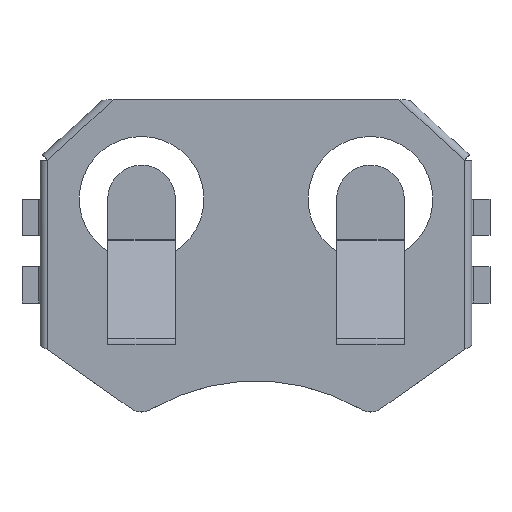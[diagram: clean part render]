
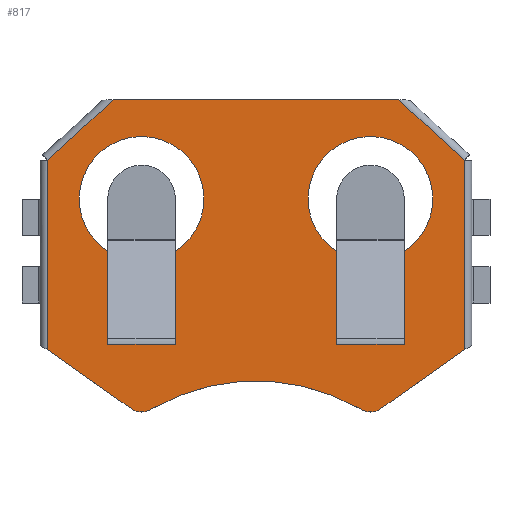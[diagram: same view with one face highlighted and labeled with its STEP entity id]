
A CAD part, top view. The second image highlights one B-rep face of the part: STEP entity #817.
In plain terms, the highlighted planar face has unit normal (0, 0, 1).
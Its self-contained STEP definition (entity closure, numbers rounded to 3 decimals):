
#33 = VERTEX_POINT('',#34);
#34 = CARTESIAN_POINT('',(-5.589,-7.87,4.32));
#40 = EDGE_CURVE('',#41,#33,#43,.T.);
#41 = VERTEX_POINT('',#42);
#42 = CARTESIAN_POINT('',(-6.103,-7.707,4.32));
#43 = CIRCLE('',#44,0.89);
#44 = AXIS2_PLACEMENT_3D('',#45,#46,#47);
#45 = CARTESIAN_POINT('',(-5.589,-6.98,4.32));
#46 = DIRECTION('',(0.,0.,1.));
#47 = DIRECTION('',(0.,-1.,0.));
#75 = VERTEX_POINT('',#76);
#76 = CARTESIAN_POINT('',(5.589,-7.87,4.32));
#82 = EDGE_CURVE('',#75,#83,#85,.T.);
#83 = VERTEX_POINT('',#84);
#84 = CARTESIAN_POINT('',(5.137,-7.747,4.32));
#85 = CIRCLE('',#86,0.89);
#86 = AXIS2_PLACEMENT_3D('',#87,#88,#89);
#87 = CARTESIAN_POINT('',(5.589,-6.98,4.32));
#88 = DIRECTION('',(0.,0.,-1.));
#89 = DIRECTION('',(0.,-1.,0.));
#116 = VERTEX_POINT('',#117);
#117 = CARTESIAN_POINT('',(6.971,7.37,4.32));
#124 = EDGE_CURVE('',#116,#125,#127,.T.);
#125 = VERTEX_POINT('',#126);
#126 = CARTESIAN_POINT('',(10.19,4.426,4.32));
#127 = LINE('',#128,#129);
#128 = CARTESIAN_POINT('',(6.971,7.37,4.32));
#129 = VECTOR('',#130,1.);
#130 = DIRECTION('',(0.738,-0.675,0.)
  );
#193 = EDGE_CURVE('',#194,#196,#198,.T.);
#194 = VERTEX_POINT('',#195);
#195 = CARTESIAN_POINT('',(-6.971,7.37,4.32));
#196 = VERTEX_POINT('',#197);
#197 = CARTESIAN_POINT('',(-10.19,4.426,4.32));
#198 = LINE('',#199,#200);
#199 = CARTESIAN_POINT('',(-6.971,7.37,4.32));
#200 = VECTOR('',#201,1.);
#201 = DIRECTION('',(-0.738,-0.675,0.)
  );
#282 = VERTEX_POINT('',#283);
#283 = CARTESIAN_POINT('',(3.938,-4.57,4.32));
#310 = VERTEX_POINT('',#311);
#311 = CARTESIAN_POINT('',(3.938,-0.021,4.32));
#317 = EDGE_CURVE('',#282,#310,#318,.T.);
#318 = LINE('',#319,#320);
#319 = CARTESIAN_POINT('',(3.938,-4.57,4.32));
#320 = VECTOR('',#321,1.);
#321 = DIRECTION('',(0.,1.,0.));
#817 = ADVANCED_FACE('',(#818,#844,#909),#944,.F.);
#818 = FACE_BOUND('',#819,.T.);
#819 = EDGE_LOOP('',(#820,#830,#836,#837));
#820 = ORIENTED_EDGE('',*,*,#821,.T.);
#821 = EDGE_CURVE('',#822,#824,#826,.T.);
#822 = VERTEX_POINT('',#823);
#823 = CARTESIAN_POINT('',(7.243,-0.021,4.32));
#824 = VERTEX_POINT('',#825);
#825 = CARTESIAN_POINT('',(7.242,-4.57,4.32));
#826 = LINE('',#827,#828);
#827 = CARTESIAN_POINT('',(7.243,-4.57,4.32));
#828 = VECTOR('',#829,1.);
#829 = DIRECTION('',(0.,-1.,0.));
#830 = ORIENTED_EDGE('',*,*,#831,.F.);
#831 = EDGE_CURVE('',#282,#824,#832,.T.);
#832 = LINE('',#833,#834);
#833 = CARTESIAN_POINT('',(3.939,-4.57,4.32));
#834 = VECTOR('',#835,1.);
#835 = DIRECTION('',(1.,0.,0.));
#836 = ORIENTED_EDGE('',*,*,#317,.T.);
#837 = ORIENTED_EDGE('',*,*,#838,.T.);
#838 = EDGE_CURVE('',#310,#822,#839,.T.);
#839 = CIRCLE('',#840,3.048);
#840 = AXIS2_PLACEMENT_3D('',#841,#842,#843);
#841 = CARTESIAN_POINT('',(5.59,2.54,4.32));
#842 = DIRECTION('',(0.,0.,-1.));
#843 = DIRECTION('',(0.,-1.,0.));
#844 = FACE_BOUND('',#845,.T.);
#845 = EDGE_LOOP('',(#846,#847,#853,#854,#862,#868,#869,#878,#885,#886,
    #895,#903));
#846 = ORIENTED_EDGE('',*,*,#124,.F.);
#847 = ORIENTED_EDGE('',*,*,#848,.F.);
#848 = EDGE_CURVE('',#194,#116,#849,.T.);
#849 = LINE('',#850,#851);
#850 = CARTESIAN_POINT('',(0.,7.37,4.32));
#851 = VECTOR('',#852,1.);
#852 = DIRECTION('',(1.,0.,0.));
#853 = ORIENTED_EDGE('',*,*,#193,.T.);
#854 = ORIENTED_EDGE('',*,*,#855,.T.);
#855 = EDGE_CURVE('',#196,#856,#858,.T.);
#856 = VERTEX_POINT('',#857);
#857 = CARTESIAN_POINT('',(-10.19,-4.817,4.32));
#858 = LINE('',#859,#860);
#859 = CARTESIAN_POINT('',(-10.19,4.426,4.32));
#860 = VECTOR('',#861,1.);
#861 = DIRECTION('',(0.,-1.,0.));
#862 = ORIENTED_EDGE('',*,*,#863,.T.);
#863 = EDGE_CURVE('',#856,#41,#864,.T.);
#864 = LINE('',#865,#866);
#865 = CARTESIAN_POINT('',(-10.54,-4.57,4.32));
#866 = VECTOR('',#867,1.);
#867 = DIRECTION('',(0.817,-0.577,0.));
#868 = ORIENTED_EDGE('',*,*,#40,.T.);
#869 = ORIENTED_EDGE('',*,*,#870,.T.);
#870 = EDGE_CURVE('',#33,#871,#873,.T.);
#871 = VERTEX_POINT('',#872);
#872 = CARTESIAN_POINT('',(-5.137,-7.747,4.32));
#873 = CIRCLE('',#874,0.89);
#874 = AXIS2_PLACEMENT_3D('',#875,#876,#877);
#875 = CARTESIAN_POINT('',(-5.589,-6.98,4.32));
#876 = DIRECTION('',(0.,0.,1.));
#877 = DIRECTION('',(0.,-1.,0.));
#878 = ORIENTED_EDGE('',*,*,#879,.F.);
#879 = EDGE_CURVE('',#83,#871,#880,.T.);
#880 = CIRCLE('',#881,10.12);
#881 = AXIS2_PLACEMENT_3D('',#882,#883,#884);
#882 = CARTESIAN_POINT('',(0.,-16.466,4.32));
#883 = DIRECTION('',(0.,0.,1.));
#884 = DIRECTION('',(0.,1.,0.));
#885 = ORIENTED_EDGE('',*,*,#82,.F.);
#886 = ORIENTED_EDGE('',*,*,#887,.F.);
#887 = EDGE_CURVE('',#888,#75,#890,.T.);
#888 = VERTEX_POINT('',#889);
#889 = CARTESIAN_POINT('',(6.103,-7.707,4.32));
#890 = CIRCLE('',#891,0.89);
#891 = AXIS2_PLACEMENT_3D('',#892,#893,#894);
#892 = CARTESIAN_POINT('',(5.589,-6.98,4.32));
#893 = DIRECTION('',(0.,0.,-1.));
#894 = DIRECTION('',(0.,-1.,0.));
#895 = ORIENTED_EDGE('',*,*,#896,.F.);
#896 = EDGE_CURVE('',#897,#888,#899,.T.);
#897 = VERTEX_POINT('',#898);
#898 = CARTESIAN_POINT('',(10.19,-4.817,4.32));
#899 = LINE('',#900,#901);
#900 = CARTESIAN_POINT('',(10.54,-4.57,4.32));
#901 = VECTOR('',#902,1.);
#902 = DIRECTION('',(-0.817,-0.577,0.));
#903 = ORIENTED_EDGE('',*,*,#904,.F.);
#904 = EDGE_CURVE('',#125,#897,#905,.T.);
#905 = LINE('',#906,#907);
#906 = CARTESIAN_POINT('',(10.19,4.426,4.32));
#907 = VECTOR('',#908,1.);
#908 = DIRECTION('',(0.,-1.,0.));
#909 = FACE_BOUND('',#910,.T.);
#910 = EDGE_LOOP('',(#911,#921,#930,#938));
#911 = ORIENTED_EDGE('',*,*,#912,.F.);
#912 = EDGE_CURVE('',#913,#915,#917,.T.);
#913 = VERTEX_POINT('',#914);
#914 = CARTESIAN_POINT('',(-7.243,-0.021,4.32));
#915 = VERTEX_POINT('',#916);
#916 = CARTESIAN_POINT('',(-7.242,-4.57,4.32));
#917 = LINE('',#918,#919);
#918 = CARTESIAN_POINT('',(-7.243,-4.57,4.32));
#919 = VECTOR('',#920,1.);
#920 = DIRECTION('',(0.,-1.,0.));
#921 = ORIENTED_EDGE('',*,*,#922,.F.);
#922 = EDGE_CURVE('',#923,#913,#925,.T.);
#923 = VERTEX_POINT('',#924);
#924 = CARTESIAN_POINT('',(-3.938,-0.021,4.32));
#925 = CIRCLE('',#926,3.048);
#926 = AXIS2_PLACEMENT_3D('',#927,#928,#929);
#927 = CARTESIAN_POINT('',(-5.59,2.54,4.32));
#928 = DIRECTION('',(0.,0.,1.));
#929 = DIRECTION('',(0.,-1.,0.));
#930 = ORIENTED_EDGE('',*,*,#931,.F.);
#931 = EDGE_CURVE('',#932,#923,#934,.T.);
#932 = VERTEX_POINT('',#933);
#933 = CARTESIAN_POINT('',(-3.938,-4.57,4.32));
#934 = LINE('',#935,#936);
#935 = CARTESIAN_POINT('',(-3.938,-4.57,4.32));
#936 = VECTOR('',#937,1.);
#937 = DIRECTION('',(0.,1.,0.));
#938 = ORIENTED_EDGE('',*,*,#939,.T.);
#939 = EDGE_CURVE('',#932,#915,#940,.T.);
#940 = LINE('',#941,#942);
#941 = CARTESIAN_POINT('',(-3.939,-4.57,4.32));
#942 = VECTOR('',#943,1.);
#943 = DIRECTION('',(-1.,0.,0.));
#944 = PLANE('',#945);
#945 = AXIS2_PLACEMENT_3D('',#946,#947,#948);
#946 = CARTESIAN_POINT('',(0.,-16.466,4.32));
#947 = DIRECTION('',(0.,0.,-1.));
#948 = DIRECTION('',(0.,1.,0.));
